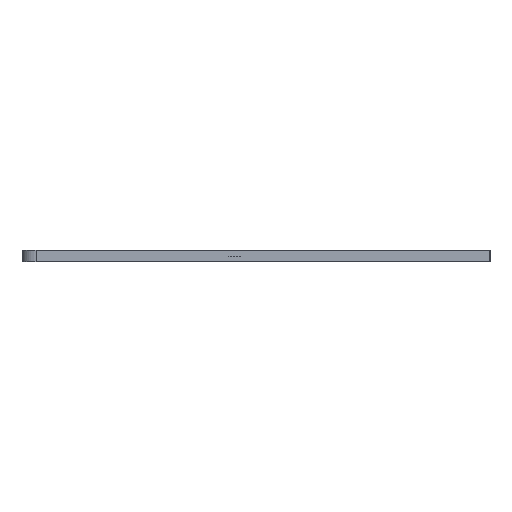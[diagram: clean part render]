
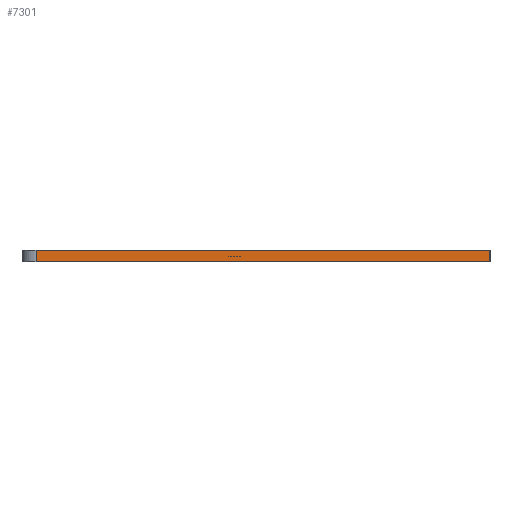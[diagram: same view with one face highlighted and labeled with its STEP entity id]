
A CAD part, left-side view. The second image highlights one B-rep face of the part: STEP entity #7301.
In plain terms, the highlighted planar face has unit normal (-1, 0, 0).
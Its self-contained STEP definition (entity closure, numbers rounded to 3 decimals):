
#1019 = CARTESIAN_POINT ( 'NONE',  ( -279.25, -10., 222.725 ) ) ;
#1859 = VERTEX_POINT ( 'NONE', #6555 ) ;
#2089 = ORIENTED_EDGE ( 'NONE', *, *, #13190, .F. ) ;
#2136 = CARTESIAN_POINT ( 'NONE',  ( -279.25, -10., 222.725 ) ) ;
#2241 = ORIENTED_EDGE ( 'NONE', *, *, #7968, .T. ) ;
#2409 = EDGE_CURVE ( 'NONE', #11914, #4114, #8188, .T. ) ;
#2509 = CARTESIAN_POINT ( 'NONE',  ( -279.25, 70., 220.725 ) ) ;
#2917 = DIRECTION ( 'NONE',  ( 0., -1., 0. ) ) ;
#3153 = ORIENTED_EDGE ( 'NONE', *, *, #12044, .F. ) ;
#3182 = LINE ( 'NONE', #2136, #13033 ) ;
#4114 = VERTEX_POINT ( 'NONE', #9466 ) ;
#4171 = DIRECTION ( 'NONE',  ( 0., 0., -1. ) ) ;
#4552 = CARTESIAN_POINT ( 'NONE',  ( -279.25, -10., 222.725 ) ) ;
#4880 = DIRECTION ( 'NONE',  ( 0., 0., -1. ) ) ;
#5997 = CARTESIAN_POINT ( 'NONE',  ( -279.25, -10., 222.725 ) ) ;
#6037 = CARTESIAN_POINT ( 'NONE',  ( -279.25, 70., 222.725 ) ) ;
#6068 = PLANE ( 'NONE',  #10026 ) ;
#6555 = CARTESIAN_POINT ( 'NONE',  ( -279.25, 70., 222.725 ) ) ;
#6558 = EDGE_LOOP ( 'NONE', ( #11835, #3153, #2089, #2241 ) ) ;
#6841 = VERTEX_POINT ( 'NONE', #4552 ) ;
#7301 = ADVANCED_FACE ( 'NONE', ( #12485 ), #6068, .F. ) ;
#7555 = VECTOR ( 'NONE', #2917, 1000. ) ;
#7968 = EDGE_CURVE ( 'NONE', #1859, #11914, #13347, .T. ) ;
#8188 = LINE ( 'NONE', #12649, #8446 ) ;
#8281 = LINE ( 'NONE', #1019, #7555 ) ;
#8446 = VECTOR ( 'NONE', #12441, 1000. ) ;
#9024 = DIRECTION ( 'NONE',  ( 0., 0., -1. ) ) ;
#9466 = CARTESIAN_POINT ( 'NONE',  ( -279.25, -10., 220.725 ) ) ;
#10026 = AXIS2_PLACEMENT_3D ( 'NONE', #5997, #13599, #4880 ) ;
#11658 = VECTOR ( 'NONE', #9024, 1000. ) ;
#11835 = ORIENTED_EDGE ( 'NONE', *, *, #2409, .T. ) ;
#11914 = VERTEX_POINT ( 'NONE', #2509 ) ;
#12044 = EDGE_CURVE ( 'NONE', #6841, #4114, #3182, .T. ) ;
#12441 = DIRECTION ( 'NONE',  ( 0., -1., 0. ) ) ;
#12485 = FACE_OUTER_BOUND ( 'NONE', #6558, .T. ) ;
#12649 = CARTESIAN_POINT ( 'NONE',  ( -279.25, -10., 220.725 ) ) ;
#13033 = VECTOR ( 'NONE', #4171, 1000. ) ;
#13190 = EDGE_CURVE ( 'NONE', #1859, #6841, #8281, .T. ) ;
#13347 = LINE ( 'NONE', #6037, #11658 ) ;
#13599 = DIRECTION ( 'NONE',  ( 1., 0., 0. ) ) ;
